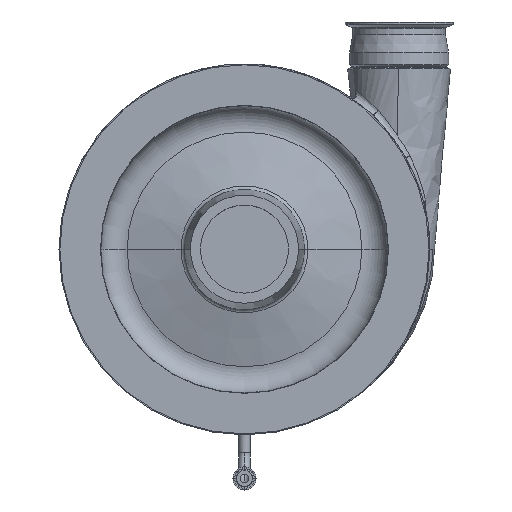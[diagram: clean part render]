
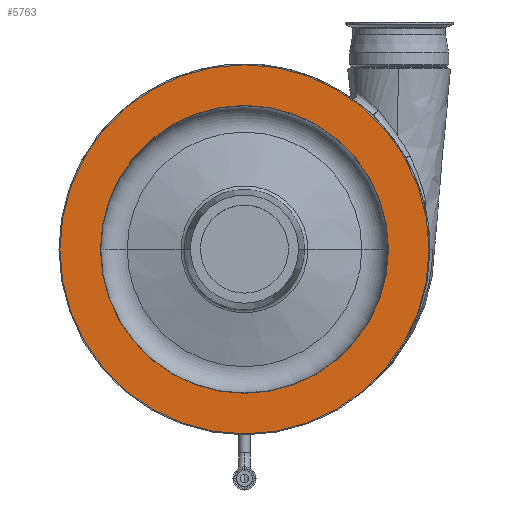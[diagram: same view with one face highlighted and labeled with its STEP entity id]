
A CAD part, top view. The second image highlights one B-rep face of the part: STEP entity #5763.
In plain terms, the highlighted planar face has unit normal (0, 0, 1).
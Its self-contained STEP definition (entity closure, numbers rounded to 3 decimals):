
#130 = ORIENTED_EDGE ( 'NONE', *, *, #9137, .T. ) ;
#480 = FACE_BOUND ( 'NONE', #4248, .T. ) ;
#489 = AXIS2_PLACEMENT_3D ( 'NONE', #5812, #4605, #7816 ) ;
#1143 = EDGE_CURVE ( 'NONE', #3387, #12490, #9797, .T. ) ;
#1813 = DIRECTION ( 'NONE',  ( -1., 0., 0. ) ) ;
#2326 = AXIS2_PLACEMENT_3D ( 'NONE', #6103, #4105, #6234 ) ;
#3066 = EDGE_LOOP ( 'NONE', ( #11784, #4023 ) ) ;
#3387 = VERTEX_POINT ( 'NONE', #3855 ) ;
#3855 = CARTESIAN_POINT ( 'NONE',  ( -203., 0., 271. ) ) ;
#4023 = ORIENTED_EDGE ( 'NONE', *, *, #11404, .F. ) ;
#4105 = DIRECTION ( 'NONE',  ( 0., 0., -1. ) ) ;
#4248 = EDGE_LOOP ( 'NONE', ( #5068, #130 ) ) ;
#4374 = CARTESIAN_POINT ( 'NONE',  ( 0., 0., 271. ) ) ;
#4504 = DIRECTION ( 'NONE',  ( 0., 0., -1. ) ) ;
#4605 = DIRECTION ( 'NONE',  ( 0., 0., -1. ) ) ;
#5010 = AXIS2_PLACEMENT_3D ( 'NONE', #11094, #7043, #1813 ) ;
#5068 = ORIENTED_EDGE ( 'NONE', *, *, #8509, .T. ) ;
#5211 = VERTEX_POINT ( 'NONE', #7938 ) ;
#5566 = DIRECTION ( 'NONE',  ( -1., 0., 0. ) ) ;
#5763 = ADVANCED_FACE ( 'NONE', ( #480, #10821 ), #12677, .T. ) ;
#5812 = CARTESIAN_POINT ( 'NONE',  ( 0., 0., 271. ) ) ;
#6103 = CARTESIAN_POINT ( 'NONE',  ( 0., 0., 271. ) ) ;
#6234 = DIRECTION ( 'NONE',  ( -1., 0., 0. ) ) ;
#6266 = CIRCLE ( 'NONE', #5010, 158.354 ) ;
#7043 = DIRECTION ( 'NONE',  ( 0., 0., -1. ) ) ;
#7059 = AXIS2_PLACEMENT_3D ( 'NONE', #4374, #4504, #5566 ) ;
#7791 = CARTESIAN_POINT ( 'NONE',  ( 0., 158.354, 271. ) ) ;
#7816 = DIRECTION ( 'NONE',  ( -1., 0., 0. ) ) ;
#7854 = DIRECTION ( 'NONE',  ( 0., 0., 1. ) ) ;
#7938 = CARTESIAN_POINT ( 'NONE',  ( -158.354, 0., 271. ) ) ;
#8509 = EDGE_CURVE ( 'NONE', #5211, #12378, #10705, .T. ) ;
#8685 = DIRECTION ( 'NONE',  ( 1., 0., 0. ) ) ;
#9137 = EDGE_CURVE ( 'NONE', #12378, #5211, #6266, .T. ) ;
#9797 = CIRCLE ( 'NONE', #2326, 203. ) ;
#10705 = CIRCLE ( 'NONE', #489, 158.354 ) ;
#10821 = FACE_OUTER_BOUND ( 'NONE', #3066, .T. ) ;
#10833 = AXIS2_PLACEMENT_3D ( 'NONE', #7791, #7854, #8685 ) ;
#11094 = CARTESIAN_POINT ( 'NONE',  ( 0., 0., 271. ) ) ;
#11404 = EDGE_CURVE ( 'NONE', #12490, #3387, #11495, .T. ) ;
#11495 = CIRCLE ( 'NONE', #7059, 203. ) ;
#11782 = CARTESIAN_POINT ( 'NONE',  ( 158.354, 0., 271. ) ) ;
#11784 = ORIENTED_EDGE ( 'NONE', *, *, #1143, .F. ) ;
#12301 = CARTESIAN_POINT ( 'NONE',  ( 203., 0., 271. ) ) ;
#12378 = VERTEX_POINT ( 'NONE', #11782 ) ;
#12490 = VERTEX_POINT ( 'NONE', #12301 ) ;
#12677 = PLANE ( 'NONE',  #10833 ) ;
